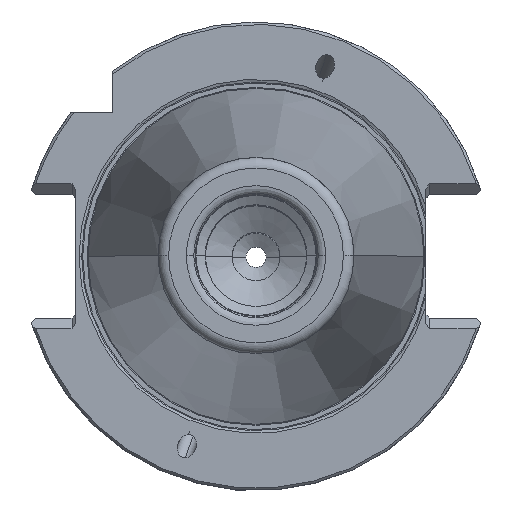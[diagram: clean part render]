
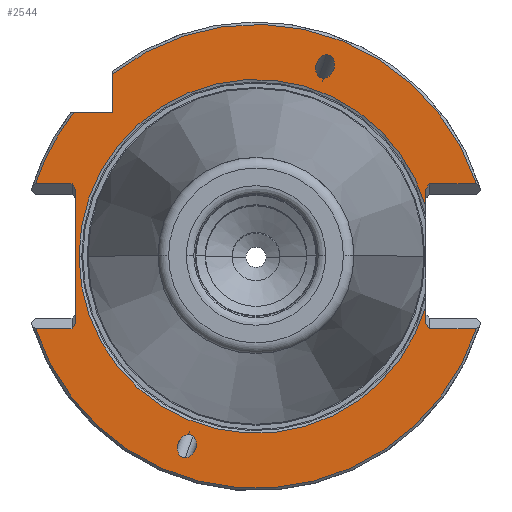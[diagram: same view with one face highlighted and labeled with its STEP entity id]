
A CAD part, top view. The second image highlights one B-rep face of the part: STEP entity #2544.
In plain terms, the highlighted planar face has unit normal (0, 0, 1).
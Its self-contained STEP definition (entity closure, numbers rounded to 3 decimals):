
#984=VERTEX_POINT('NONE',#2842);
#1060=VERTEX_POINT('NONE',#2928);
#1092=EDGE_CURVE('NONE',#1372,#2620,#2965,.T.);
#1130=EDGE_CURVE('NONE',#1700,#1270,#3005,.T.);
#1134=VERTEX_POINT('NONE',#3009);
#1148=EDGE_CURVE('NONE',#1270,#1134,#3023,.T.);
#1168=VERTEX_POINT('NONE',#3045);
#1234=EDGE_CURVE('NONE',#984,#2006,#3123,.T.);
#1260=VERTEX_POINT('NONE',#3154);
#1262=VERTEX_POINT('NONE',#3156);
#1270=VERTEX_POINT('NONE',#3164);
#1278=EDGE_CURVE('NONE',#1516,#2530,#3172,.T.);
#1372=VERTEX_POINT('NONE',#3274);
#1516=VERTEX_POINT('NONE',#3440);
#1554=EDGE_CURVE('NONE',#1168,#1260,#3483,.T.);
#1616=VERTEX_POINT('NONE',#3552);
#1628=VERTEX_POINT('NONE',#3566);
#1700=VERTEX_POINT('NONE',#3644);
#1722=VERTEX_POINT('NONE',#3668);
#1786=VERTEX_POINT('NONE',#3738);
#1794=VERTEX_POINT('NONE',#3746);
#1876=EDGE_CURVE('NONE',#1628,#2454,#3835,.T.);
#1912=VERTEX_POINT('NONE',#3874);
#1988=EDGE_CURVE('NONE',#1616,#2530,#3963,.T.);
#1994=EDGE_CURVE('NONE',#1168,#1060,#3969,.T.);
#2006=VERTEX_POINT('NONE',#3981);
#2008=EDGE_CURVE('NONE',#2620,#1372,#3983,.T.);
#2040=VERTEX_POINT('NONE',#4019);
#2146=EDGE_CURVE('NONE',#1786,#1616,#4138,.T.);
#2204=EDGE_CURVE('NONE',#1722,#1262,#4207,.T.);
#2226=EDGE_CURVE('NONE',#2716,#2040,#4231,.T.);
#2234=EDGE_CURVE('NONE',#1722,#1912,#4239,.T.);
#2426=EDGE_CURVE('NONE',#2040,#2716,#4452,.T.);
#2442=EDGE_CURVE('NONE',#984,#1794,#4472,.T.);
#2454=VERTEX_POINT('NONE',#4485);
#2472=EDGE_CURVE('NONE',#1628,#1262,#4503,.T.);
#2496=EDGE_CURVE('NONE',#1786,#1700,#4531,.T.);
#2530=VERTEX_POINT('NONE',#4569);
#2544=ADVANCED_FACE('NONE',(#4584,#4585,#4586),#4587,.F.);
#2612=EDGE_CURVE('NONE',#1260,#2006,#4660,.T.);
#2620=VERTEX_POINT('NONE',#4669);
#2666=EDGE_CURVE('NONE',#1060,#1912,#4718,.T.);
#2704=EDGE_CURVE('NONE',#2454,#1134,#4761,.T.);
#2716=VERTEX_POINT('NONE',#4775);
#2770=EDGE_CURVE('NONE',#1794,#1516,#4836,.T.);
#2842=CARTESIAN_POINT('',(45.816,15.05,-1.5));
#2928=CARTESIAN_POINT('',(-45.816,15.05,-1.5));
#2965=(B_SPLINE_CURVE(3,(#5111,#5112,#5113,#5114),.UNSPECIFIED.,.F.,.F.)B_SPLINE_CURVE_WITH_KNOTS((4,4),(3.414,6.555),.UNSPECIFIED.)RATIONAL_B_SPLINE_CURVE((1.0,0.333,0.333,1.0))BOUNDED_CURVE()REPRESENTATION_ITEM('')GEOMETRIC_REPRESENTATION_ITEM()CURVE());
#3005=LINE('',#5186,#5187);
#3009=CARTESIAN_POINT('',(45.816,-15.05,-1.5));
#3023=LINE('',#5211,#5212);
#3045=CARTESIAN_POINT('',(-37.876,29.85,-1.5));
#3123=CIRCLE('',#5404,48.225);
#3154=CARTESIAN_POINT('',(-29.85,29.85,-1.5));
#3156=CARTESIAN_POINT('',(-37.5,-13.989,-1.5));
#3164=CARTESIAN_POINT('',(36.05,-15.05,-1.5));
#3172=LINE('',#5468,#5469);
#3274=CARTESIAN_POINT('',(14.027,37.047,-1.5));
#3440=CARTESIAN_POINT('',(35.3,13.989,-1.5));
#3483=LINE('',#5958,#5959);
#3552=CARTESIAN_POINT('',(-36.786,0.,-1.5));
#3566=CARTESIAN_POINT('',(-38.25,-15.05,-1.5));
#3644=CARTESIAN_POINT('',(35.3,-13.989,-1.5));
#3668=CARTESIAN_POINT('',(-37.5,13.989,-1.5));
#3738=CARTESIAN_POINT('',(35.3,-10.348,-1.5));
#3746=CARTESIAN_POINT('',(36.05,15.05,-1.5));
#3835=LINE('',#6532,#6533);
#3874=CARTESIAN_POINT('',(-38.25,15.05,-1.5));
#3963=CIRCLE('',#6723,36.786);
#3969=CIRCLE('',#6736,48.225);
#3981=CARTESIAN_POINT('',(-29.85,37.876,-1.5));
#3983=(B_SPLINE_CURVE(3,(#6757,#6758,#6759,#6760),.UNSPECIFIED.,.F.,.F.)B_SPLINE_CURVE_WITH_KNOTS((4,4),(0.272,3.414),.UNSPECIFIED.)RATIONAL_B_SPLINE_CURVE((1.0,0.333,0.333,1.0))BOUNDED_CURVE()REPRESENTATION_ITEM('')GEOMETRIC_REPRESENTATION_ITEM()CURVE());
#4019=CARTESIAN_POINT('',(-14.027,-37.047,-1.5));
#4138=CIRCLE('',#7000,36.786);
#4207=LINE('',#7096,#7097);
#4231=(B_SPLINE_CURVE(3,(#7131,#7132,#7133,#7134),.UNSPECIFIED.,.F.,.F.)B_SPLINE_CURVE_WITH_KNOTS((4,4),(0.272,3.414),.UNSPECIFIED.)RATIONAL_B_SPLINE_CURVE((1.0,0.333,0.333,1.0))BOUNDED_CURVE()REPRESENTATION_ITEM('')GEOMETRIC_REPRESENTATION_ITEM()CURVE());
#4239=LINE('',#7155,#7156);
#4452=(B_SPLINE_CURVE(3,(#7495,#7496,#7497,#7498),.UNSPECIFIED.,.F.,.F.)B_SPLINE_CURVE_WITH_KNOTS((4,4),(3.414,6.555),.UNSPECIFIED.)RATIONAL_B_SPLINE_CURVE((1.0,0.333,0.333,1.0))BOUNDED_CURVE()REPRESENTATION_ITEM('')GEOMETRIC_REPRESENTATION_ITEM()CURVE());
#4472=LINE('',#7526,#7527);
#4485=CARTESIAN_POINT('',(-45.816,-15.05,-1.5));
#4503=LINE('',#7574,#7575);
#4531=LINE('',#7608,#7609);
#4569=CARTESIAN_POINT('',(35.3,10.348,-1.5));
#4584=FACE_OUTER_BOUND('',#7675,.T.);
#4585=FACE_BOUND('',#7676,.T.);
#4586=FACE_BOUND('',#7677,.T.);
#4587=PLANE('',#7678);
#4660=LINE('',#7807,#7808);
#4669=CARTESIAN_POINT('',(14.702,41.887,-1.5));
#4718=LINE('',#7893,#7894);
#4761=CIRCLE('',#7957,48.225);
#4775=CARTESIAN_POINT('',(-14.702,-41.887,-1.5));
#4836=LINE('',#8084,#8085);
#5111=CARTESIAN_POINT('',(14.027,37.047,-1.5));
#5112=CARTESIAN_POINT('',(17.923,37.047,-1.5));
#5113=CARTESIAN_POINT('',(18.598,41.887,-1.5));
#5114=CARTESIAN_POINT('',(14.702,41.887,-1.5));
#5186=CARTESIAN_POINT('',(35.013,-13.583,-1.5));
#5187=VECTOR('',#8327,1000.0);
#5211=CARTESIAN_POINT('',(62.5,-15.05,-1.5));
#5212=VECTOR('',#8338,1000.0);
#5404=AXIS2_PLACEMENT_3D('',#8450,#8451,#8452);
#5468=CARTESIAN_POINT('',(35.3,0.,-1.5));
#5469=VECTOR('',#8502,1000.0);
#5958=CARTESIAN_POINT('',(-52.85,29.85,-1.5));
#5959=VECTOR('',#8929,1000.0);
#6532=CARTESIAN_POINT('',(-63.9,-15.05,-1.5));
#6533=VECTOR('',#9312,1000.0);
#6723=AXIS2_PLACEMENT_3D('',#9485,#9486,#9487);
#6736=AXIS2_PLACEMENT_3D('',#9489,#9490,#9491);
#6757=CARTESIAN_POINT('',(14.702,41.887,-1.5));
#6758=CARTESIAN_POINT('',(10.807,41.887,-1.5));
#6759=CARTESIAN_POINT('',(10.132,37.047,-1.5));
#6760=CARTESIAN_POINT('',(14.027,37.047,-1.5));
#7000=AXIS2_PLACEMENT_3D('',#9673,#9674,#9675);
#7096=CARTESIAN_POINT('',(-37.5,0.,-1.5));
#7097=VECTOR('',#9782,1000.0);
#7131=CARTESIAN_POINT('',(-14.702,-41.887,-1.5));
#7132=CARTESIAN_POINT('',(-10.807,-41.887,-1.5));
#7133=CARTESIAN_POINT('',(-10.132,-37.047,-1.5));
#7134=CARTESIAN_POINT('',(-14.027,-37.047,-1.5));
#7155=CARTESIAN_POINT('',(-29.995,3.376,-1.5));
#7156=VECTOR('',#9811,1000.0);
#7495=CARTESIAN_POINT('',(-14.027,-37.047,-1.5));
#7496=CARTESIAN_POINT('',(-17.923,-37.047,-1.5));
#7497=CARTESIAN_POINT('',(-18.598,-41.887,-1.5));
#7498=CARTESIAN_POINT('',(-14.702,-41.887,-1.5));
#7526=CARTESIAN_POINT('',(62.5,15.05,-1.5));
#7527=VECTOR('',#10089,1000.0);
#7574=CARTESIAN_POINT('',(-29.995,-3.376,-1.5));
#7575=VECTOR('',#10106,1000.0);
#7608=CARTESIAN_POINT('',(35.3,0.,-1.5));
#7609=VECTOR('',#10151,1000.0);
#7675=EDGE_LOOP('',(#10206,#10207,#10208,#10209,#10210,#10211,#10212,#10213,#10214,#10215,#10216,#10217,#10218,#10219,#10220,#10221,#10222,#10223));
#7676=EDGE_LOOP('',(#10224,#10225));
#7677=EDGE_LOOP('',(#10226,#10227));
#7678=AXIS2_PLACEMENT_3D('',#10228,#10229,#10230);
#7807=CARTESIAN_POINT('',(-29.85,29.85,-1.5));
#7808=VECTOR('',#10299,1000.0);
#7893=CARTESIAN_POINT('',(-63.9,15.05,-1.5));
#7894=VECTOR('',#10357,1000.0);
#7957=AXIS2_PLACEMENT_3D('',#10419,#10420,#10421);
#8084=CARTESIAN_POINT('',(35.013,13.583,-1.5));
#8085=VECTOR('',#10527,1000.0);
#8327=DIRECTION('',(0.577,-0.816,0.0));
#8338=DIRECTION('',(1.0,0.,0.0));
#8450=CARTESIAN_POINT('',(0.0,0.0,-1.5));
#8451=DIRECTION('',(0.0,-0.0,1.0));
#8452=DIRECTION('',(1.0,0.,0.0));
#8502=DIRECTION('',(0.,-1.0,-0.0));
#8929=DIRECTION('',(1.0,0.,0.0));
#9312=DIRECTION('',(-1.0,0.,0.0));
#9485=CARTESIAN_POINT('',(0.0,0.0,-1.5));
#9486=DIRECTION('',(0.0,0.0,-1.0));
#9487=DIRECTION('',(1.0,0.,0.0));
#9489=CARTESIAN_POINT('',(0.0,0.0,-1.5));
#9490=DIRECTION('',(0.0,0.0,1.0));
#9491=DIRECTION('',(1.0,0.,-0.0));
#9673=CARTESIAN_POINT('',(0.0,0.0,-1.5));
#9674=DIRECTION('',(0.0,0.0,-1.0));
#9675=DIRECTION('',(1.0,0.,0.0));
#9782=DIRECTION('',(0.,-1.0,-0.0));
#9811=DIRECTION('',(-0.577,0.816,0.0));
#10089=DIRECTION('',(-1.0,0.,0.0));
#10106=DIRECTION('',(0.577,0.816,0.0));
#10151=DIRECTION('',(0.,-1.0,-0.0));
#10206=ORIENTED_EDGE('',*,*,#2442,.F.);
#10207=ORIENTED_EDGE('',*,*,#1234,.T.);
#10208=ORIENTED_EDGE('',*,*,#2612,.F.);
#10209=ORIENTED_EDGE('',*,*,#1554,.F.);
#10210=ORIENTED_EDGE('',*,*,#1994,.T.);
#10211=ORIENTED_EDGE('',*,*,#2666,.T.);
#10212=ORIENTED_EDGE('',*,*,#2234,.F.);
#10213=ORIENTED_EDGE('',*,*,#2204,.T.);
#10214=ORIENTED_EDGE('',*,*,#2472,.F.);
#10215=ORIENTED_EDGE('',*,*,#1876,.T.);
#10216=ORIENTED_EDGE('',*,*,#2704,.T.);
#10217=ORIENTED_EDGE('',*,*,#1148,.F.);
#10218=ORIENTED_EDGE('',*,*,#1130,.F.);
#10219=ORIENTED_EDGE('',*,*,#2496,.F.);
#10220=ORIENTED_EDGE('',*,*,#2146,.T.);
#10221=ORIENTED_EDGE('',*,*,#1988,.T.);
#10222=ORIENTED_EDGE('',*,*,#1278,.F.);
#10223=ORIENTED_EDGE('',*,*,#2770,.F.);
#10224=ORIENTED_EDGE('',*,*,#2226,.F.);
#10225=ORIENTED_EDGE('',*,*,#2426,.F.);
#10226=ORIENTED_EDGE('',*,*,#2008,.F.);
#10227=ORIENTED_EDGE('',*,*,#1092,.F.);
#10228=CARTESIAN_POINT('',(0.,-50.0,-1.5));
#10229=DIRECTION('',(0.0,0.0,-1.0));
#10230=DIRECTION('',(-1.0,0.0,0.0));
#10299=DIRECTION('',(0.,1.0,0.0));
#10357=DIRECTION('',(1.0,0.,0.0));
#10419=CARTESIAN_POINT('',(0.0,0.0,-1.5));
#10420=DIRECTION('',(0.0,-0.0,1.0));
#10421=DIRECTION('',(1.0,0.,0.0));
#10527=DIRECTION('',(-0.577,-0.816,0.0));
